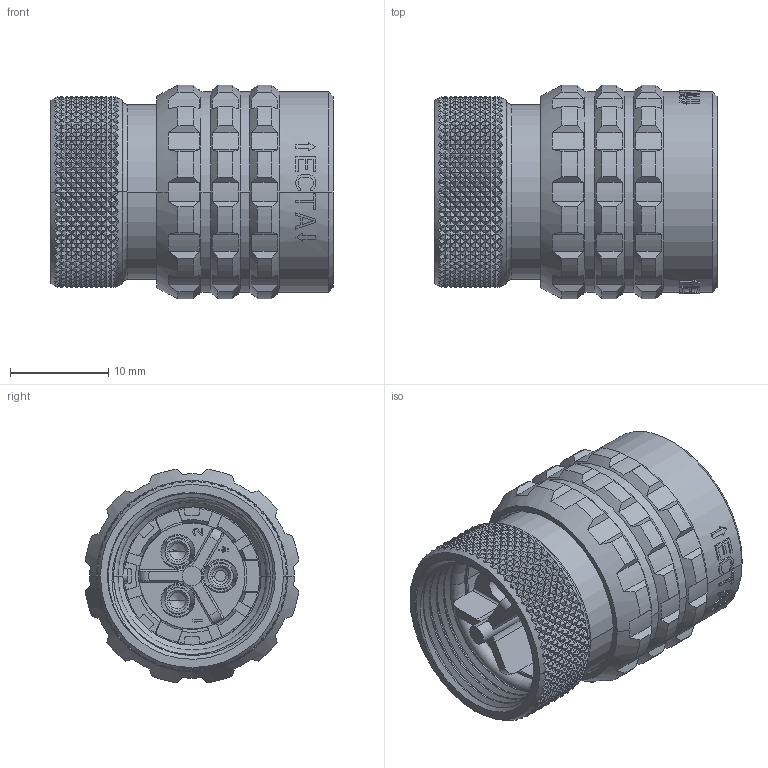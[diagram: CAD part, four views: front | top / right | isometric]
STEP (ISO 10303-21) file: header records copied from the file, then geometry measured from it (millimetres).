
FILE_DESCRIPTION((''),'2;1');
FILE_NAME('1331M193MS','2024-07-17T15:10:34',('paultorloting'),('NET AG system integration'),'CREO PARAMETRIC BY PTC INC, 2021404','CREO PARAMETRIC BY PTC INC, 2021404','');
FILE_SCHEMA(('AUTOMOTIVE_DESIGN { 1 0 10303 214 1 1 1 1 }'));
Products named in the file (1): 1331M193MS
Bounding box: 28.8 x 21.79 x 21.79 mm (x, y, z)
Volume: 6123.2 mm3; surface area: 7914.6 mm2
Topology: 1 solids, 6 shells, 4983 faces, 9388 edges, 4469 vertices
Faces by surface type: bspline 3384, plane 1077, cylinder 317, cone 120, torus 77, sphere 8
Entity records: 210731 total; most frequent: CARTESIAN_POINT 103325, ORIENTED_EDGE 18752, EDGE_CURVE 9376, DIRECTION 7398, B_SPLINE_CURVE_WITH_KNOTS 6160, EDGE_LOOP 5073, FACE_OUTER_BOUND 4983, ADVANCED_FACE 4983
